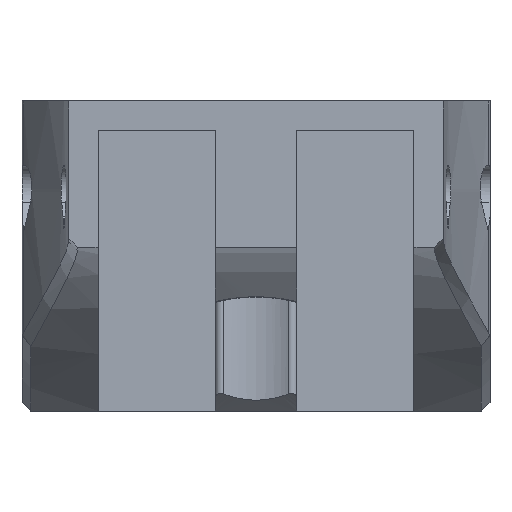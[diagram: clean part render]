
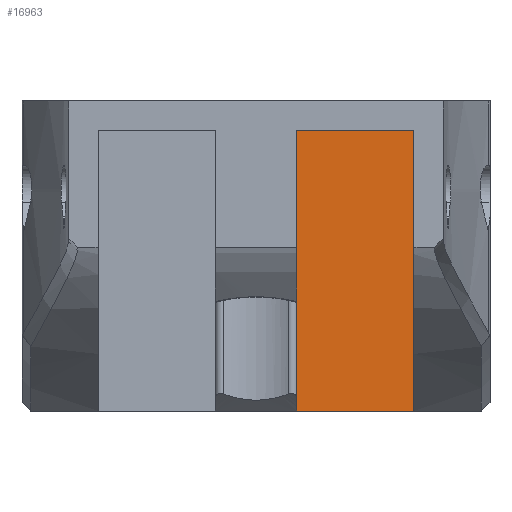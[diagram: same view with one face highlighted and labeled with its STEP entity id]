
A CAD part, left-side view. The second image highlights one B-rep face of the part: STEP entity #16963.
In plain terms, the highlighted planar face has unit normal (-1, 0, 0).
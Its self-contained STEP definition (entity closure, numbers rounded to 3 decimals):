
#111 = PLANE('',#112);
#112 = AXIS2_PLACEMENT_3D('',#113,#114,#115);
#113 = CARTESIAN_POINT('',(24.608,0.,
    -53.));
#114 = DIRECTION('',(0.,0.,-1.));
#115 = DIRECTION('',(-1.,0.,0.));
#15343 = PLANE('',#15344);
#15344 = AXIS2_PLACEMENT_3D('',#15345,#15346,#15347);
#15345 = CARTESIAN_POINT('',(-70.,-7.,-59.241));
#15346 = DIRECTION('',(0.,-1.,0.));
#15347 = DIRECTION('',(0.,0.,1.));
#15945 = VERTEX_POINT('',#15946);
#15946 = CARTESIAN_POINT('',(16.,-7.,-53.));
#15966 = EDGE_CURVE('',#15945,#15967,#15969,.T.);
#15967 = VERTEX_POINT('',#15968);
#15968 = CARTESIAN_POINT('',(16.,-7.,-5.));
#15969 = SURFACE_CURVE('',#15970,(#15974,#15981),.PCURVE_S1.);
#15970 = LINE('',#15971,#15972);
#15971 = CARTESIAN_POINT('',(16.,-7.,-59.241));
#15972 = VECTOR('',#15973,1.);
#15973 = DIRECTION('',(0.,0.,1.));
#15974 = PCURVE('',#15343,#15975);
#15975 = DEFINITIONAL_REPRESENTATION('',(#15976),#15980);
#15976 = LINE('',#15977,#15978);
#15977 = CARTESIAN_POINT('',(0.,-86.));
#15978 = VECTOR('',#15979,1.);
#15979 = DIRECTION('',(1.,0.));
#15980 = ( GEOMETRIC_REPRESENTATION_CONTEXT(2) 
PARAMETRIC_REPRESENTATION_CONTEXT() REPRESENTATION_CONTEXT('2D SPACE',''
  ) );
#15981 = PCURVE('',#15982,#15987);
#15982 = PLANE('',#15983);
#15983 = AXIS2_PLACEMENT_3D('',#15984,#15985,#15986);
#15984 = CARTESIAN_POINT('',(16.,-7.,-5.));
#15985 = DIRECTION('',(-1.,0.,0.));
#15986 = DIRECTION('',(0.,0.,-1.));
#15987 = DEFINITIONAL_REPRESENTATION('',(#15988),#15992);
#15988 = LINE('',#15989,#15990);
#15989 = CARTESIAN_POINT('',(54.241,0.));
#15990 = VECTOR('',#15991,1.);
#15991 = DIRECTION('',(-1.,0.));
#15992 = ( GEOMETRIC_REPRESENTATION_CONTEXT(2) 
PARAMETRIC_REPRESENTATION_CONTEXT() REPRESENTATION_CONTEXT('2D SPACE',''
  ) );
#16010 = PLANE('',#16011);
#16011 = AXIS2_PLACEMENT_3D('',#16012,#16013,#16014);
#16012 = CARTESIAN_POINT('',(-70.,-7.,-5.));
#16013 = DIRECTION('',(0.,0.,-1.));
#16014 = DIRECTION('',(0.,-1.,0.));
#16963 = ADVANCED_FACE('',(#16964),#15982,.T.);
#16964 = FACE_BOUND('',#16965,.T.);
#16965 = EDGE_LOOP('',(#16966,#16989,#16990,#17012));
#16966 = ORIENTED_EDGE('',*,*,#16967,.F.);
#16967 = EDGE_CURVE('',#15967,#16968,#16970,.T.);
#16968 = VERTEX_POINT('',#16969);
#16969 = CARTESIAN_POINT('',(16.,-27.,-5.));
#16970 = SURFACE_CURVE('',#16971,(#16975,#16982),.PCURVE_S1.);
#16971 = LINE('',#16972,#16973);
#16972 = CARTESIAN_POINT('',(16.,-7.,-5.));
#16973 = VECTOR('',#16974,1.);
#16974 = DIRECTION('',(0.,-1.,0.));
#16975 = PCURVE('',#15982,#16976);
#16976 = DEFINITIONAL_REPRESENTATION('',(#16977),#16981);
#16977 = LINE('',#16978,#16979);
#16978 = CARTESIAN_POINT('',(0.,0.));
#16979 = VECTOR('',#16980,1.);
#16980 = DIRECTION('',(0.,1.));
#16981 = ( GEOMETRIC_REPRESENTATION_CONTEXT(2) 
PARAMETRIC_REPRESENTATION_CONTEXT() REPRESENTATION_CONTEXT('2D SPACE',''
  ) );
#16982 = PCURVE('',#16010,#16983);
#16983 = DEFINITIONAL_REPRESENTATION('',(#16984),#16988);
#16984 = LINE('',#16985,#16986);
#16985 = CARTESIAN_POINT('',(0.,-86.));
#16986 = VECTOR('',#16987,1.);
#16987 = DIRECTION('',(1.,0.));
#16988 = ( GEOMETRIC_REPRESENTATION_CONTEXT(2) 
PARAMETRIC_REPRESENTATION_CONTEXT() REPRESENTATION_CONTEXT('2D SPACE',''
  ) );
#16989 = ORIENTED_EDGE('',*,*,#15966,.F.);
#16990 = ORIENTED_EDGE('',*,*,#16991,.T.);
#16991 = EDGE_CURVE('',#15945,#16992,#16994,.T.);
#16992 = VERTEX_POINT('',#16993);
#16993 = CARTESIAN_POINT('',(16.,-27.,-53.));
#16994 = SURFACE_CURVE('',#16995,(#16999,#17005),.PCURVE_S1.);
#16995 = LINE('',#16996,#16997);
#16996 = CARTESIAN_POINT('',(16.,-23.5,-53.));
#16997 = VECTOR('',#16998,1.);
#16998 = DIRECTION('',(0.,-1.,0.));
#16999 = PCURVE('',#15982,#17000);
#17000 = DEFINITIONAL_REPRESENTATION('',(#17001),#17004);
#17001 = B_SPLINE_CURVE_WITH_KNOTS('',1,(#17002,#17003),.UNSPECIFIED.,
  .F.,.F.,(2,2),(-18.5,5.5),.PIECEWISE_BEZIER_KNOTS.);
#17002 = CARTESIAN_POINT('',(48.,-2.));
#17003 = CARTESIAN_POINT('',(48.,22.));
#17004 = ( GEOMETRIC_REPRESENTATION_CONTEXT(2) 
PARAMETRIC_REPRESENTATION_CONTEXT() REPRESENTATION_CONTEXT('2D SPACE',''
  ) );
#17005 = PCURVE('',#111,#17006);
#17006 = DEFINITIONAL_REPRESENTATION('',(#17007),#17011);
#17007 = LINE('',#17008,#17009);
#17008 = CARTESIAN_POINT('',(8.608,-23.5));
#17009 = VECTOR('',#17010,1.);
#17010 = DIRECTION('',(0.,-1.));
#17011 = ( GEOMETRIC_REPRESENTATION_CONTEXT(2) 
PARAMETRIC_REPRESENTATION_CONTEXT() REPRESENTATION_CONTEXT('2D SPACE',''
  ) );
#17012 = ORIENTED_EDGE('',*,*,#17013,.F.);
#17013 = EDGE_CURVE('',#16968,#16992,#17014,.T.);
#17014 = SURFACE_CURVE('',#17015,(#17019,#17026),.PCURVE_S1.);
#17015 = LINE('',#17016,#17017);
#17016 = CARTESIAN_POINT('',(16.,-27.,-5.));
#17017 = VECTOR('',#17018,1.);
#17018 = DIRECTION('',(0.,0.,-1.));
#17019 = PCURVE('',#15982,#17020);
#17020 = DEFINITIONAL_REPRESENTATION('',(#17021),#17025);
#17021 = LINE('',#17022,#17023);
#17022 = CARTESIAN_POINT('',(0.,20.));
#17023 = VECTOR('',#17024,1.);
#17024 = DIRECTION('',(1.,0.));
#17025 = ( GEOMETRIC_REPRESENTATION_CONTEXT(2) 
PARAMETRIC_REPRESENTATION_CONTEXT() REPRESENTATION_CONTEXT('2D SPACE',''
  ) );
#17026 = PCURVE('',#17027,#17032);
#17027 = PLANE('',#17028);
#17028 = AXIS2_PLACEMENT_3D('',#17029,#17030,#17031);
#17029 = CARTESIAN_POINT('',(-70.,-27.,-5.));
#17030 = DIRECTION('',(0.,1.,0.));
#17031 = DIRECTION('',(0.,0.,-1.));
#17032 = DEFINITIONAL_REPRESENTATION('',(#17033),#17037);
#17033 = LINE('',#17034,#17035);
#17034 = CARTESIAN_POINT('',(0.,-86.));
#17035 = VECTOR('',#17036,1.);
#17036 = DIRECTION('',(1.,0.));
#17037 = ( GEOMETRIC_REPRESENTATION_CONTEXT(2) 
PARAMETRIC_REPRESENTATION_CONTEXT() REPRESENTATION_CONTEXT('2D SPACE',''
  ) );
